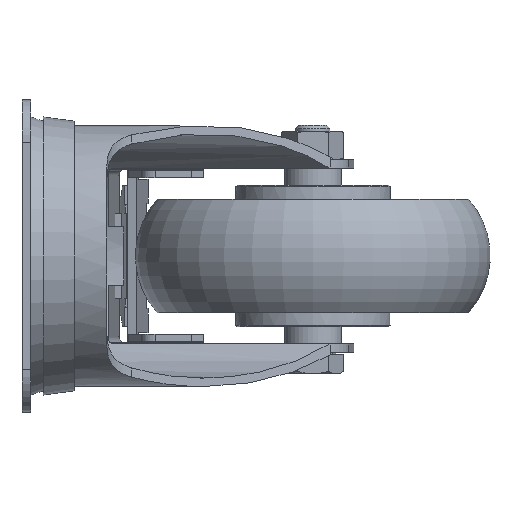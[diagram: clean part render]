
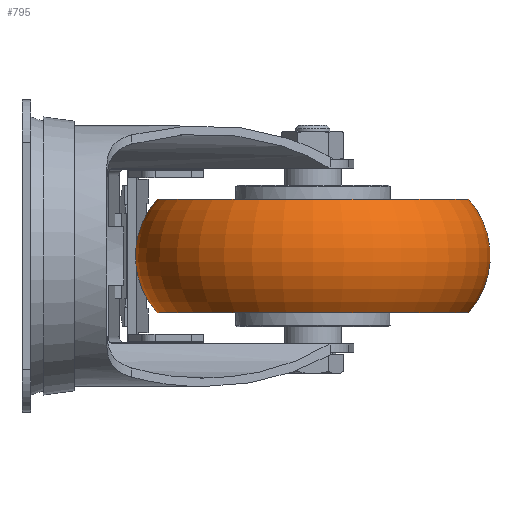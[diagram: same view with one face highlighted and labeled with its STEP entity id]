
A CAD part, left-side view. The second image highlights one B-rep face of the part: STEP entity #795.
In plain terms, the highlighted toroidal (fillet/blend) face has major radius 32.5 mm and minor radius 30 mm.
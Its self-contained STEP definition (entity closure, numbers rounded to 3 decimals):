
#795 = ADVANCED_FACE( '', ( #1764, #1765, #1766 ), #1767, .T. );
#1764 = FACE_BOUND( '', #3022, .T. );
#1765 = FACE_OUTER_BOUND( '', #3023, .T. );
#1766 = FACE_OUTER_BOUND( '', #3024, .T. );
#1767 = TOROIDAL_SURFACE( '', #3025, 32.5, 30. );
#3022 = VERTEX_LOOP( '', #4870 );
#3023 = EDGE_LOOP( '', ( #4871 ) );
#3024 = EDGE_LOOP( '', ( #4872 ) );
#3025 = AXIS2_PLACEMENT_3D( '', #4873, #4874, #4875 );
#4870 = VERTEX_POINT( '', #7711 );
#4871 = ORIENTED_EDGE( '', *, *, #7712, .T. );
#4872 = ORIENTED_EDGE( '', *, *, #7713, .F. );
#4873 = CARTESIAN_POINT( '', ( 0., 0., 0. ) );
#4874 = DIRECTION( '', ( 0., 0., -1. ) );
#4875 = DIRECTION( '', ( -1., 0., 0. ) );
#7711 = CARTESIAN_POINT( '', ( -62.5, 0., 0. ) );
#7712 = EDGE_CURVE( '', #9360, #9360, #9361, .T. );
#7713 = EDGE_CURVE( '', #9362, #9362, #9363, .T. );
#9360 = VERTEX_POINT( '', #11715 );
#9361 = CIRCLE( '', #11716, 54.861 );
#9362 = VERTEX_POINT( '', #11717 );
#9363 = CIRCLE( '', #11718, 54.861 );
#11715 = CARTESIAN_POINT( '', ( -54.861, 0., 20. ) );
#11716 = AXIS2_PLACEMENT_3D( '', #13695, #13696, #13697 );
#11717 = CARTESIAN_POINT( '', ( -54.861, 0., -20. ) );
#11718 = AXIS2_PLACEMENT_3D( '', #13698, #13699, #13700 );
#13695 = CARTESIAN_POINT( '', ( 0., 0., 20. ) );
#13696 = DIRECTION( '', ( 0., 0., -1. ) );
#13697 = DIRECTION( '', ( -1., 0., 0. ) );
#13698 = CARTESIAN_POINT( '', ( 0., 0., -20. ) );
#13699 = DIRECTION( '', ( 0., 0., -1. ) );
#13700 = DIRECTION( '', ( -1., 0., 0. ) );
